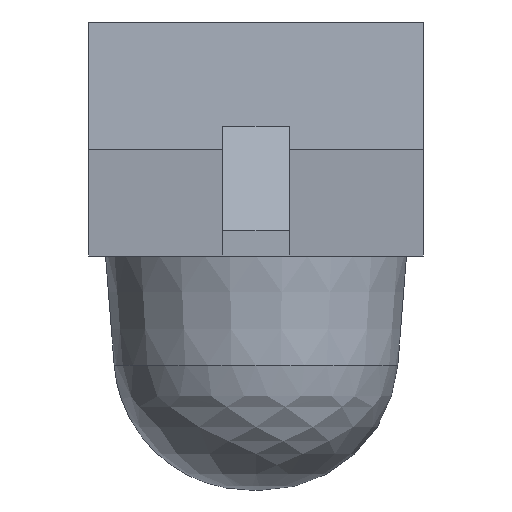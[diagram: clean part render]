
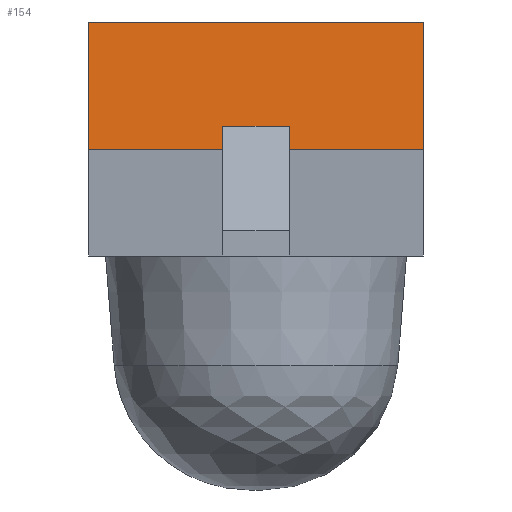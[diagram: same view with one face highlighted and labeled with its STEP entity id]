
A CAD part, left-side view. The second image highlights one B-rep face of the part: STEP entity #154.
In plain terms, the highlighted planar face has unit normal (-0.998, 0, 0.07).
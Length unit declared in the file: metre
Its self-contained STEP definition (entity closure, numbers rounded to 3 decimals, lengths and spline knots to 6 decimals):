
#154 = ADVANCED_FACE( '', ( #205 ), #206, .F. );
#205 = FACE_OUTER_BOUND( '', #271, .T. );
#206 = PLANE( '', #272 );
#271 = EDGE_LOOP( '', ( #457, #458, #459, #460 ) );
#272 = AXIS2_PLACEMENT_3D( '', #461, #462, #463 );
#457 = ORIENTED_EDGE( '', *, *, #595, .F. );
#458 = ORIENTED_EDGE( '', *, *, #603, .T. );
#459 = ORIENTED_EDGE( '', *, *, #605, .T. );
#460 = ORIENTED_EDGE( '', *, *, #606, .T. );
#461 = CARTESIAN_POINT( '', ( 0.219913, -0.116248, -0.002483 ) );
#462 = DIRECTION( '', ( 0.998, 0., -0.07 ) );
#463 = DIRECTION( '', ( -0.07, 0., -0.998 ) );
#595 = EDGE_CURVE( '', #686, #688, #689, .T. );
#603 = EDGE_CURVE( '', #686, #699, #701, .T. );
#605 = EDGE_CURVE( '', #699, #702, #704, .T. );
#606 = EDGE_CURVE( '', #702, #688, #705, .T. );
#686 = VERTEX_POINT( '', #831 );
#688 = VERTEX_POINT( '', #834 );
#689 = LINE( '', #835, #836 );
#699 = VERTEX_POINT( '', #851 );
#701 = LINE( '', #854, #855 );
#702 = VERTEX_POINT( '', #856 );
#704 = LINE( '', #859, #860 );
#705 = LINE( '', #861, #862 );
#831 = CARTESIAN_POINT( '', ( 0.220303, -0.11625, 0.0031 ) );
#834 = CARTESIAN_POINT( '', ( 0.220303, -0.11825, 0.0031 ) );
#835 = CARTESIAN_POINT( '', ( 0.220303, -0.116248, 0.0031 ) );
#836 = VECTOR( '', #964, 1. );
#851 = CARTESIAN_POINT( '', ( 0.22025, -0.11625, 0.00234 ) );
#854 = CARTESIAN_POINT( '', ( 0.219913, -0.11625, -0.002483 ) );
#855 = VECTOR( '', #974, 1. );
#856 = CARTESIAN_POINT( '', ( 0.22025, -0.11825, 0.00234 ) );
#859 = CARTESIAN_POINT( '', ( 0.22025, -0.116248, 0.00234 ) );
#860 = VECTOR( '', #976, 1. );
#861 = CARTESIAN_POINT( '', ( 0.219913, -0.11825, -0.002483 ) );
#862 = VECTOR( '', #977, 1. );
#964 = DIRECTION( '', ( 0., -1., 0. ) );
#974 = DIRECTION( '', ( -0.07, 0., -0.998 ) );
#976 = DIRECTION( '', ( 0., -1., 0. ) );
#977 = DIRECTION( '', ( 0.07, 0., 0.998 ) );
